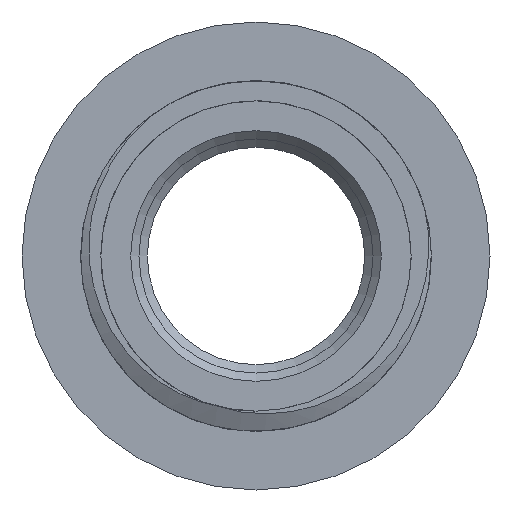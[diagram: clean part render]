
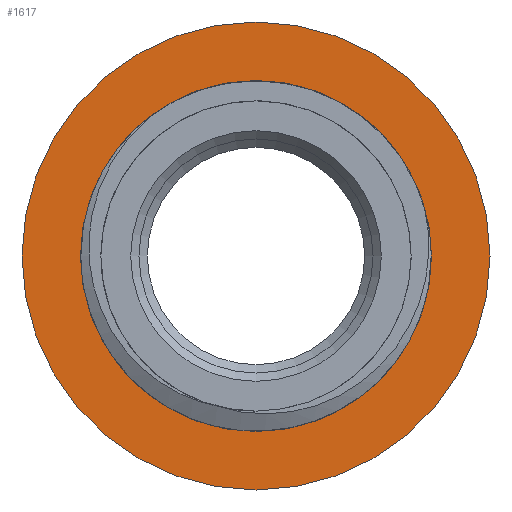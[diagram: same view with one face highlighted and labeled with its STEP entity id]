
A CAD part, front view. The second image highlights one B-rep face of the part: STEP entity #1617.
In plain terms, the highlighted planar face has unit normal (0, -1, 0).
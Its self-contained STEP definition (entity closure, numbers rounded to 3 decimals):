
#1493=CIRCLE('',#11321,10.531);
#1507=CIRCLE('',#11345,14.042);
#1617=ADVANCED_FACE('',(#2556,#2557),#2140,.T.);
#2140=PLANE('',#11368);
#2556=FACE_BOUND('',#2657,.T.);
#2557=FACE_BOUND('',#2658,.T.);
#2657=EDGE_LOOP('',(#4127));
#2658=EDGE_LOOP('',(#4128));
#4127=ORIENTED_EDGE('',*,*,#8014,.T.);
#4128=ORIENTED_EDGE('',*,*,#7987,.F.);
#6977=VERTEX_POINT('',#14971);
#6999=VERTEX_POINT('',#15098);
#7987=EDGE_CURVE('',#6977,#6977,#1493,.T.);
#8014=EDGE_CURVE('',#6999,#6999,#1507,.T.);
#11321=AXIS2_PLACEMENT_3D('',#14970,#12124,#12125);
#11345=AXIS2_PLACEMENT_3D('',#15097,#12174,#12175);
#11368=AXIS2_PLACEMENT_3D('',#16759,#12223,#12224);
#12124=DIRECTION('',(0.,-1.,0.));
#12125=DIRECTION('',(0.,0.,-1.));
#12174=DIRECTION('',(0.,-1.,0.));
#12175=DIRECTION('',(-1.,0.,0.));
#12223=DIRECTION('',(0.,-1.,0.));
#12224=DIRECTION('',(1.,0.,0.));
#14970=CARTESIAN_POINT('',(29.791,-3.51,0.));
#14971=CARTESIAN_POINT('',(29.791,-3.51,-10.531));
#15097=CARTESIAN_POINT('',(29.791,-3.51,0.));
#15098=CARTESIAN_POINT('',(15.75,-3.51,0.));
#16759=CARTESIAN_POINT('',(29.791,-3.51,0.));
